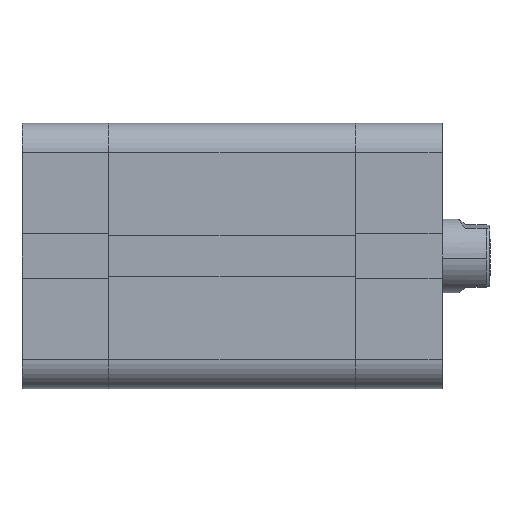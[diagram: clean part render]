
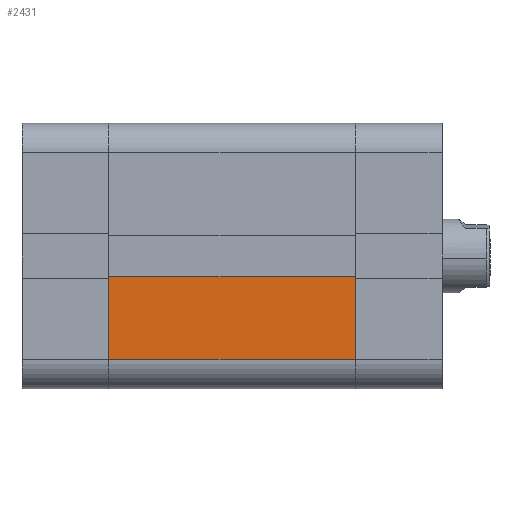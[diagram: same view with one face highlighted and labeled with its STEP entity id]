
A CAD part, front view. The second image highlights one B-rep face of the part: STEP entity #2431.
In plain terms, the highlighted planar face has unit normal (0, -1, 0).
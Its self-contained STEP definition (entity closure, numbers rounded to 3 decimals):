
#200 = EDGE_CURVE ( 'NONE', #23897, #22738, #7601, .T. ) ;
#1192 = CARTESIAN_POINT ( 'NONE',  ( 33.5, -18., -14. ) ) ;
#1324 = CARTESIAN_POINT ( 'NONE',  ( 0., -18., -2.8 ) ) ;
#1619 = ORIENTED_EDGE ( 'NONE', *, *, #10515, .F. ) ;
#2431 = ADVANCED_FACE ( 'NONE', ( #11156 ), #17649, .F. ) ;
#2653 = CARTESIAN_POINT ( 'NONE',  ( 0., -18., -18. ) ) ;
#2858 = CARTESIAN_POINT ( 'NONE',  ( 33.5, -18., -18. ) ) ;
#2997 = DIRECTION ( 'NONE',  ( 0., 0., 1. ) ) ;
#3250 = CARTESIAN_POINT ( 'NONE',  ( 33.5, -18., -14. ) ) ;
#3573 = VECTOR ( 'NONE', #24860, 1000. ) ;
#3772 = ORIENTED_EDGE ( 'NONE', *, *, #24496, .T. ) ;
#5654 = VECTOR ( 'NONE', #16594, 1000. ) ;
#7144 = DIRECTION ( 'NONE',  ( 0., 1., 0. ) ) ;
#7601 = LINE ( 'NONE', #25045, #5654 ) ;
#8786 = ORIENTED_EDGE ( 'NONE', *, *, #200, .T. ) ;
#9915 = LINE ( 'NONE', #1192, #3573 ) ;
#10515 = EDGE_CURVE ( 'NONE', #23897, #13344, #18923, .T. ) ;
#11156 = FACE_OUTER_BOUND ( 'NONE', #15674, .T. ) ;
#13149 = DIRECTION ( 'NONE',  ( 0., 0., -1. ) ) ;
#13344 = VERTEX_POINT ( 'NONE', #3250 ) ;
#15674 = EDGE_LOOP ( 'NONE', ( #8786, #3772, #19259, #1619 ) ) ;
#16300 = CARTESIAN_POINT ( 'NONE',  ( 33.5, -18., -2.8 ) ) ;
#16594 = DIRECTION ( 'NONE',  ( -1., 0., 0. ) ) ;
#17223 = VECTOR ( 'NONE', #26982, 1000. ) ;
#17250 = CARTESIAN_POINT ( 'NONE',  ( 0., -18., -14. ) ) ;
#17649 = PLANE ( 'NONE',  #26828 ) ;
#18923 = LINE ( 'NONE', #27366, #17223 ) ;
#19259 = ORIENTED_EDGE ( 'NONE', *, *, #22513, .T. ) ;
#22513 = EDGE_CURVE ( 'NONE', #24105, #13344, #9915, .T. ) ;
#22738 = VERTEX_POINT ( 'NONE', #1324 ) ;
#23897 = VERTEX_POINT ( 'NONE', #16300 ) ;
#24105 = VERTEX_POINT ( 'NONE', #17250 ) ;
#24496 = EDGE_CURVE ( 'NONE', #22738, #24105, #25491, .T. ) ;
#24860 = DIRECTION ( 'NONE',  ( 1., 0., 0. ) ) ;
#25045 = CARTESIAN_POINT ( 'NONE',  ( 33.501, -18., -2.8 ) ) ;
#25491 = LINE ( 'NONE', #2653, #26635 ) ;
#26635 = VECTOR ( 'NONE', #13149, 1000. ) ;
#26828 = AXIS2_PLACEMENT_3D ( 'NONE', #2858, #7144, #2997 ) ;
#26982 = DIRECTION ( 'NONE',  ( 0., 0., -1. ) ) ;
#27366 = CARTESIAN_POINT ( 'NONE',  ( 33.5, -18., -18. ) ) ;
